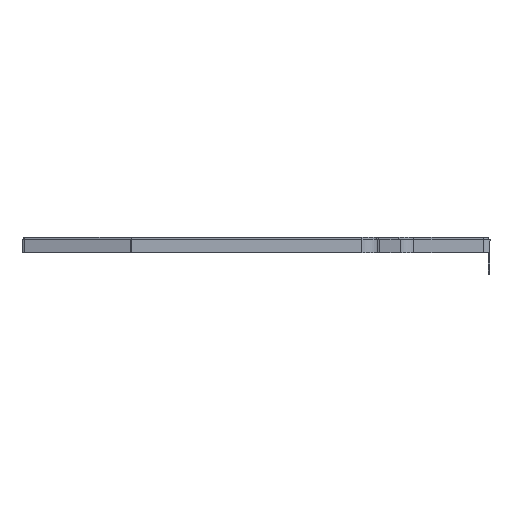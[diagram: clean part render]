
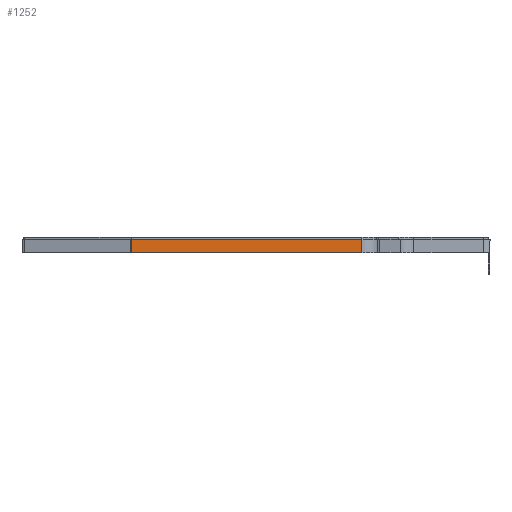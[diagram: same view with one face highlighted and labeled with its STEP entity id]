
A CAD part, left-side view. The second image highlights one B-rep face of the part: STEP entity #1252.
In plain terms, the highlighted planar face has unit normal (-1, 0, 0).
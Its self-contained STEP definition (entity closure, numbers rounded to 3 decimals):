
#2 = VECTOR ( 'NONE', #1285, 1000. ) ;
#18 = ORIENTED_EDGE ( 'NONE', *, *, #128, .T. ) ;
#33 = CARTESIAN_POINT ( 'NONE',  ( -35.161, 21.873, 1.733 ) ) ;
#91 = EDGE_LOOP ( 'NONE', ( #1983, #18, #579, #1944 ) ) ;
#128 = EDGE_CURVE ( 'NONE', #532, #529, #1740, .T. ) ;
#140 = VECTOR ( 'NONE', #550, 1000. ) ;
#246 = LINE ( 'NONE', #33, #140 ) ;
#286 = EDGE_CURVE ( 'NONE', #1402, #600, #1441, .T. ) ;
#296 = EDGE_CURVE ( 'NONE', #532, #600, #1912, .T. ) ;
#305 = FACE_OUTER_BOUND ( 'NONE', #91, .T. ) ;
#328 = CARTESIAN_POINT ( 'NONE',  ( -35.161, 21.873, 1.733 ) ) ;
#355 = VECTOR ( 'NONE', #1260, 1000. ) ;
#478 = CARTESIAN_POINT ( 'NONE',  ( -35.161, 21.873, 2.733 ) ) ;
#529 = VERTEX_POINT ( 'NONE', #328 ) ;
#532 = VERTEX_POINT ( 'NONE', #1245 ) ;
#550 = DIRECTION ( 'NONE',  ( 0., -1., 0. ) ) ;
#579 = ORIENTED_EDGE ( 'NONE', *, *, #1385, .T. ) ;
#600 = VERTEX_POINT ( 'NONE', #782 ) ;
#615 = DIRECTION ( 'NONE',  ( 1., 0., 0. ) ) ;
#630 = DIRECTION ( 'NONE',  ( 0., 1., 0. ) ) ;
#782 = CARTESIAN_POINT ( 'NONE',  ( -35.161, 7.293, 2.583 ) ) ;
#939 = CARTESIAN_POINT ( 'NONE',  ( -35.161, 21.873, 2.733 ) ) ;
#1010 = DIRECTION ( 'NONE',  ( 0., -1., 0. ) ) ;
#1245 = CARTESIAN_POINT ( 'NONE',  ( -35.161, 21.873, 2.583 ) ) ;
#1252 = ADVANCED_FACE ( 'NONE', ( #305 ), #1383, .F. ) ;
#1260 = DIRECTION ( 'NONE',  ( 0., 0., -1. ) ) ;
#1285 = DIRECTION ( 'NONE',  ( 0., 0., 1. ) ) ;
#1293 = CARTESIAN_POINT ( 'NONE',  ( -35.161, 7.293, -50.357 ) ) ;
#1383 = PLANE ( 'NONE',  #1818 ) ;
#1385 = EDGE_CURVE ( 'NONE', #529, #1402, #246, .T. ) ;
#1402 = VERTEX_POINT ( 'NONE', #1423 ) ;
#1423 = CARTESIAN_POINT ( 'NONE',  ( -35.161, 7.293, 1.733 ) ) ;
#1441 = LINE ( 'NONE', #1293, #2 ) ;
#1716 = VECTOR ( 'NONE', #1010, 1000. ) ;
#1740 = LINE ( 'NONE', #939, #355 ) ;
#1774 = CARTESIAN_POINT ( 'NONE',  ( -35.161, 21.873, 2.583 ) ) ;
#1818 = AXIS2_PLACEMENT_3D ( 'NONE', #478, #615, #630 ) ;
#1912 = LINE ( 'NONE', #1774, #1716 ) ;
#1944 = ORIENTED_EDGE ( 'NONE', *, *, #286, .T. ) ;
#1983 = ORIENTED_EDGE ( 'NONE', *, *, #296, .F. ) ;
